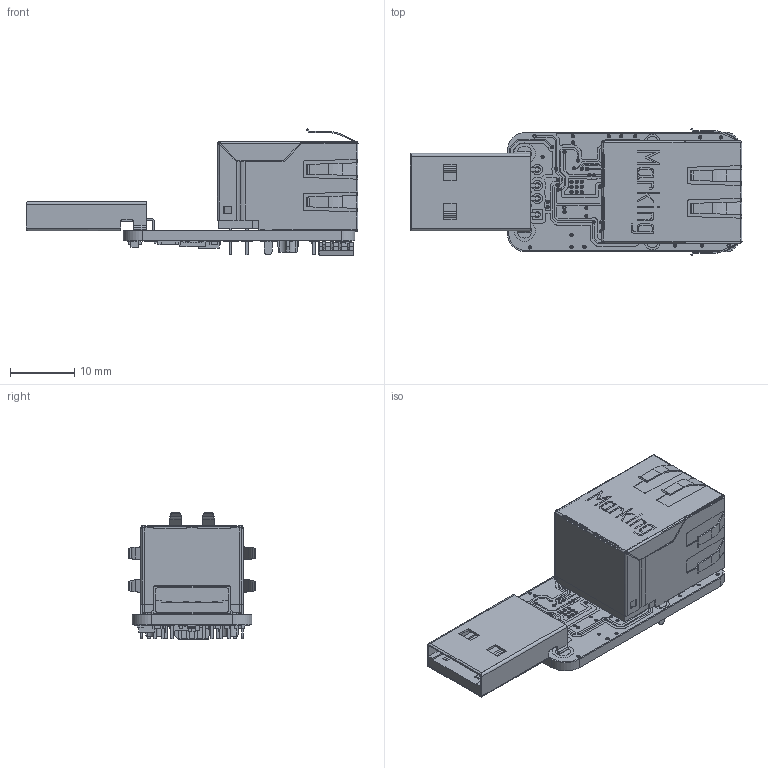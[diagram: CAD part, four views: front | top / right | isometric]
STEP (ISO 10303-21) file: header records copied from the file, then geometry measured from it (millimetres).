
FILE_DESCRIPTION(/* description */ ('PCB Design'),/* implementation_level */ '2;1');
FILE_NAME(/* name */ 'RTL8152B_TEST_V10A',/* time_stamp */ '2021-06-02T11:05:33+08:00',/* author */ (''),/* organization */ (''),/* preprocessor_version */ 'ST-DEVELOPER v16',/* originating_system */ 'allegro_17.2S071',/* authorisation */ '');
FILE_SCHEMA (('AUTOMOTIVE_DESIGN { 1 0 10303 214 3 1 1 }'));
Products named in the file (82): RTL8152B_TEST_V10A; BOARD_OUTLINE; EXTERNAL COPPER; TOP; PADS_TOP; CIRCLE_50801; CIRCLE_330001; CIRCLE_160001; RECT_16000X160001; CIRCLE_250001; TRACES_TOP; SHAPES_TOP; SHAPE_1_VDD5; SHAPE_2_VDD10; SHAPE_3_GND; SHAPE_4_GND; SHAPE_5_GND; SHAPE_6_GND; BOTTOM; PADS_BOTTOM; CIRCLE_50802; RECT_14000X120002; RECT_16000X180002; CIRCLE_330002; CIRCLE_160002; RECT_16000X160002; RECT_6000X160002; RECT_24000X240002; RECT_2500X80002; RECT_6000X50002; CIRCLE_250002; RECT_8000X80002; TRACES_BOTTOM; SHAPES_BOTTOM; SHAPE_1_N16925406; SHAPE_2_VDD5; SHAPE_7_GND; SHAPE_8_GND; COMPONENTS; X-4P-3R2X2R5-SMD ...
Assembly tree (341 placements, depth 7):
  RTL8152B_TEST_V10A
    BOARD_OUTLINE
    EXTERNAL COPPER
      TOP
        PADS_TOP
          CIRCLE_50801  x59
          CIRCLE_330001  x2
          CIRCLE_160001  x17
          RECT_16000X160001
          CIRCLE_250001  x2
        TRACES_TOP
        SHAPES_TOP
          SHAPE_1_VDD5
          SHAPE_2_VDD10
          SHAPE_3_GND
          SHAPE_4_GND
          SHAPE_5_GND
          SHAPE_6_GND
      BOTTOM
        PADS_BOTTOM
          CIRCLE_50802  x59
          RECT_14000X120002  x4
          RECT_16000X180002  x2
          CIRCLE_330002  x2
          CIRCLE_160002  x17
          RECT_16000X160002
          RECT_6000X160002  x8
          RECT_24000X240002
          RECT_2500X80002  x24
          RECT_6000X50002  x38
          CIRCLE_250002  x2
          RECT_8000X80002  x10
        TRACES_BOTTOM
        SHAPES_BOTTOM
          SHAPE_1_N16925406
          SHAPE_2_VDD5
          SHAPE_3_GND
          SHAPE_4_GND
          SHAPE_5_GND
          SHAPE_6_GND
          SHAPE_7_GND
          SHAPE_8_GND
    COMPONENTS
      X-4P-3R2X2R5-SMD
      FUSE1206
        User Library-nona SMD075F
      USB-A-MALE
        USB-A-MALE
      SOIC8_208
        User Library-SOIC-8-208
          User Library-SOIC-8-208_pin_SOIC_SOIC-208_1  x8
          User Library-SOIC-8-208_SOIC_150_SOIC_5.4x5.4_1
      QFN24-4X4X0R5-2R4X2R4
        User Library-QFN 24 4x4
      R0402  x8
        User Library-Chip Resistor2
      7499111121A
        7499111121A
          7499111121A (rev1).stp
            Insulator.stp
Bounding box: 51.59 x 19.85 x 19.61 mm (x, y, z)
Volume: 4254.3 mm3; surface area: 9351.3 mm2
Topology: 44 solids, 392 shells, 2919 faces, 8592 edges, 5904 vertices
Faces by surface type: plane 1725, cylinder 936, sphere 178, bspline 66, cone 10, torus 4
Entity records: 74348 total; most frequent: CARTESIAN_POINT 13629, ORIENTED_EDGE 10080, DIRECTION 8739, EDGE_CURVE 5944, VERTEX_POINT 4585, VECTOR 4136, LINE 4136, AXIS2_PLACEMENT_3D 3931
